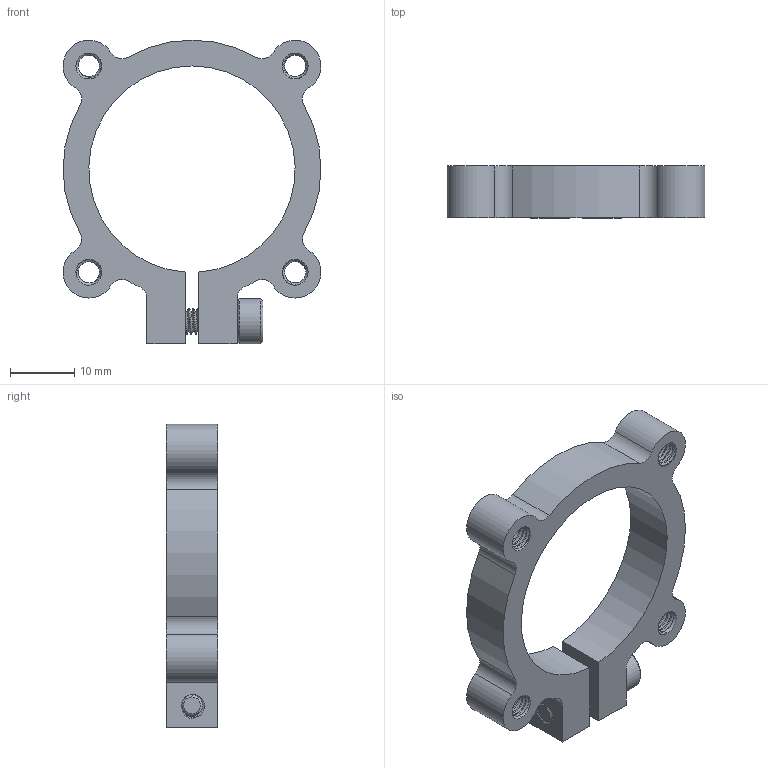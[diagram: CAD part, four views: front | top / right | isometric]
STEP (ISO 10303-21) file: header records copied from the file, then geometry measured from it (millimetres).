
FILE_DESCRIPTION (( 'STEP AP203' ), '1' );
FILE_NAME ('1302-0032-0032 assembly.STEP', '2017-04-19T20:48:57', ( '' ), ( '' ), 'SwSTEP 2.0', 'SolidWorks 2016', '' );
FILE_SCHEMA (( 'CONFIG_CONTROL_DESIGN' ));
Length unit declared in the file: inch
Products named in the file (3): 2800-0004-0014_90128A207; 1302-0032-0032; 1302-0032-0032 assembly
Assembly tree (2 placements, depth 2):
  1302-0032-0032 assembly
    1302-0032-0032
    2800-0004-0014_90128A207
Bounding box: 40 x 8 x 47.1 mm (x, y, z)
Volume: 5612.7 mm3; surface area: 4906.4 mm2
Topology: 2 solids, 2 shells, 400 faces, 1145 edges, 751 vertices
Faces by surface type: cylinder 333, cone 37, plane 18, bspline 12
Entity records: 28409 total; most frequent: CARTESIAN_POINT 19469, ORIENTED_EDGE 2290, DIRECTION 1404, EDGE_CURVE 1145, VERTEX_POINT 751, AXIS2_PLACEMENT_3D 515, EDGE_LOOP 414, FACE_OUTER_BOUND 400
